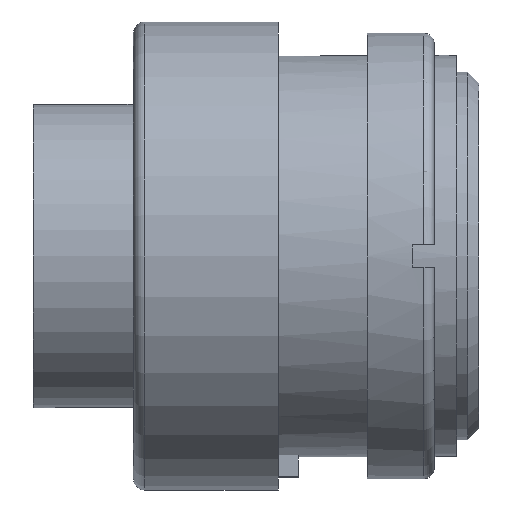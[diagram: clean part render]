
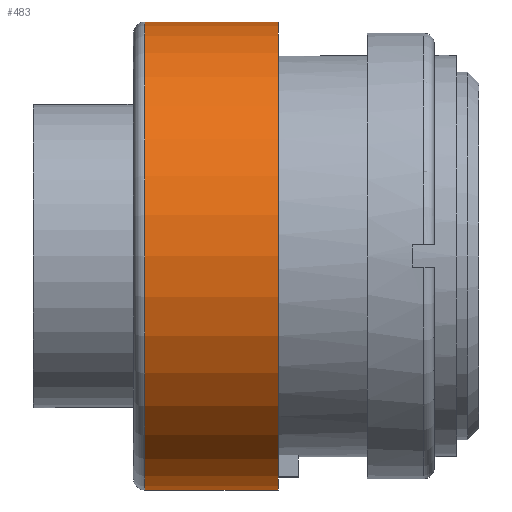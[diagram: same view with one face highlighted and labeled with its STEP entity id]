
A CAD part, front view. The second image highlights one B-rep face of the part: STEP entity #483.
In plain terms, the highlighted cylindrical face has radius 10.5 mm (diameter 21 mm), a full revolution.
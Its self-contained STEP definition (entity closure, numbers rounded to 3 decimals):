
#200=CYLINDRICAL_SURFACE('',#2537,10.5);
#263=FACE_BOUND('',#798,.T.);
#264=FACE_BOUND('',#799,.T.);
#483=ADVANCED_FACE('',(#263,#264),#200,.T.);
#798=EDGE_LOOP('',(#1298));
#799=EDGE_LOOP('',(#1299));
#1064=CIRCLE('',#2519,10.5);
#1075=CIRCLE('',#2536,10.5);
#1298=ORIENTED_EDGE('',*,*,#2039,.T.);
#1299=ORIENTED_EDGE('',*,*,#2022,.T.);
#1783=VERTEX_POINT('',#3658);
#1798=VERTEX_POINT('',#3696);
#2022=EDGE_CURVE('',#1783,#1783,#1064,.T.);
#2039=EDGE_CURVE('',#1798,#1798,#1075,.T.);
#2519=AXIS2_PLACEMENT_3D('',#3657,#2878,#2879);
#2536=AXIS2_PLACEMENT_3D('',#3695,#2918,#2919);
#2537=AXIS2_PLACEMENT_3D('',#3697,#2920,#2921);
#2878=DIRECTION('',(-1.,0.,0.));
#2879=DIRECTION('',(0.,0.,-1.));
#2918=DIRECTION('',(1.,0.,0.));
#2919=DIRECTION('',(0.,0.,1.));
#2920=DIRECTION('',(1.,0.,0.));
#2921=DIRECTION('',(0.,0.,-1.));
#3657=CARTESIAN_POINT('',(6.5,0.,0.));
#3658=CARTESIAN_POINT('',(6.5,0.,-10.5));
#3695=CARTESIAN_POINT('',(0.5,0.,0.));
#3696=CARTESIAN_POINT('',(0.5,0.,10.5));
#3697=CARTESIAN_POINT('',(0.,0.,0.));
